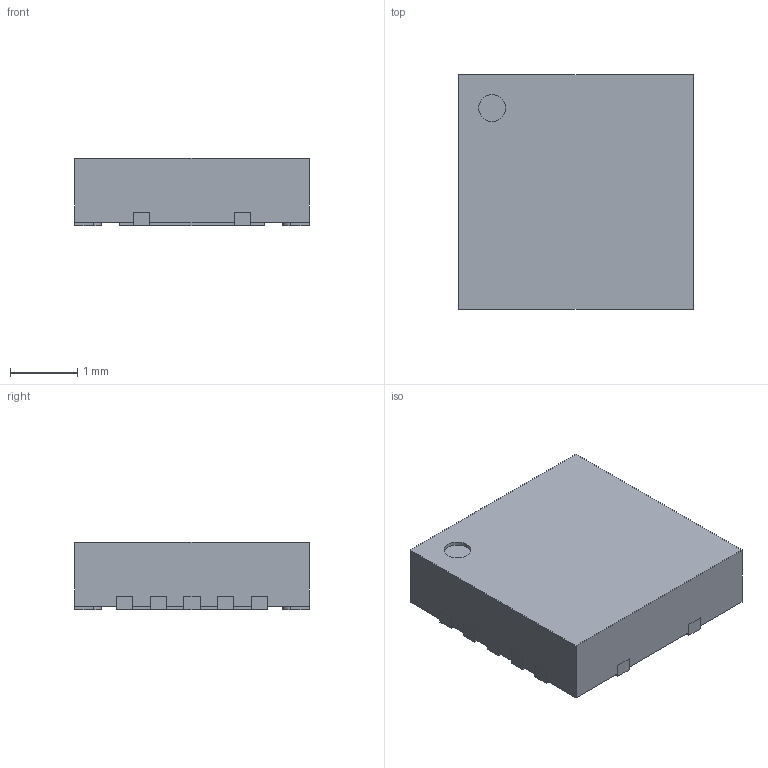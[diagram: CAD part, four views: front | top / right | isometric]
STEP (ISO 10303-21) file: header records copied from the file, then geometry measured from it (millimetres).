
FILE_DESCRIPTION((''),'2;1');
FILE_NAME('TEXAS_RGY(S-PVQFN-N14).stp','2013-02-21T13:50:51',(''),(''),'Mechanical Desktop 2011','Mechanical Desktop 2011',', , ');
FILE_SCHEMA(('AUTOMOTIVE_DESIGN { 1 2 10303 214 1 1 1 1 }'));
Length unit declared in the file: millimetre
Products named in the file (1): Product
Bounding box: 3.5 x 3.5 x 1 mm (x, y, z)
Volume: 11.9 mm3; surface area: 54.8 mm2
Topology: 16 solids, 16 shells, 155 faces, 366 edges, 244 vertices
Faces by surface type: bspline 70, plane 69, cylinder 16
Entity records: 4639 total; most frequent: CARTESIAN_POINT 1172, ORIENTED_EDGE 732, DIRECTION 598, EDGE_CURVE 366, VECTOR 306, LINE 306, VERTEX_POINT 244, EDGE_LOOP 156
